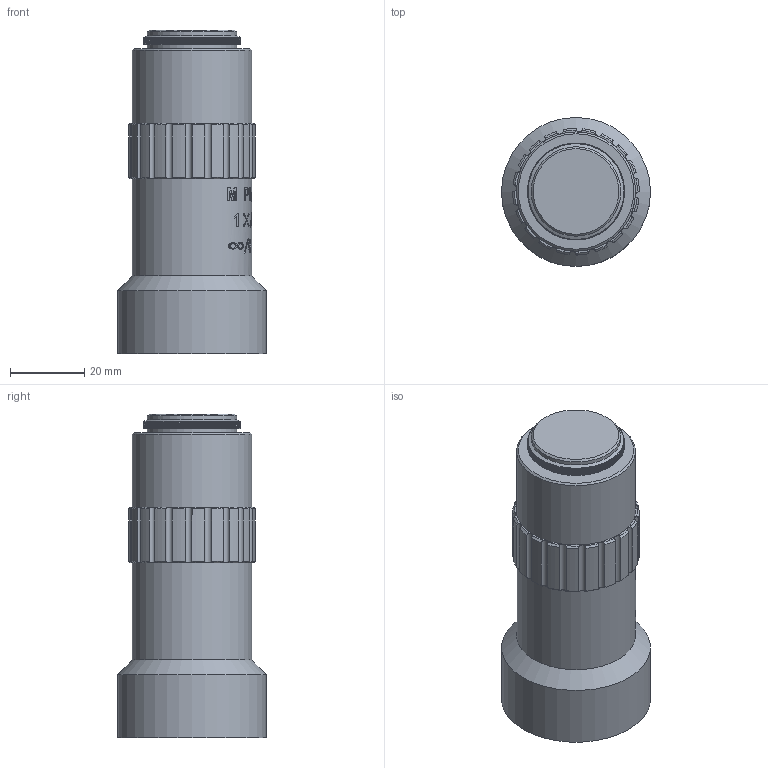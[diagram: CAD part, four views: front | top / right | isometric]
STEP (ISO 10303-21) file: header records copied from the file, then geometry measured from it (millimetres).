
FILE_DESCRIPTION (( 'STEP AP214' ), '1' );
FILE_NAME ('690029.STEP', '2024-07-04T05:55:00', ( 'Windows User' ), ( 'P R C' ), 'SwSTEP 2.0', 'SolidWorks 2020', '' );
FILE_SCHEMA (( 'AUTOMOTIVE_DESIGN' ));
Length unit declared in the file: millimetre
Products named in the file (1): 690029
Bounding box: 40 x 40 x 87 mm (x, y, z)
Volume: 75979.2 mm3; surface area: 14615.3 mm2
Topology: 4 solids, 4 shells, 366 faces, 947 edges, 630 vertices
Faces by surface type: plane 146, cylinder 88, bspline 88, cone 44
Full cylindrical faces by diameter (mm): 24 x2, 32 x2, 38 x1, 40 x1
Entity records: 19735 total; most frequent: CARTESIAN_POINT 11190, ORIENTED_EDGE 1842, DIRECTION 1399, EDGE_CURVE 921, VERTEX_POINT 625, AXIS2_PLACEMENT_3D 528, EDGE_LOOP 428, FACE_OUTER_BOUND 382
